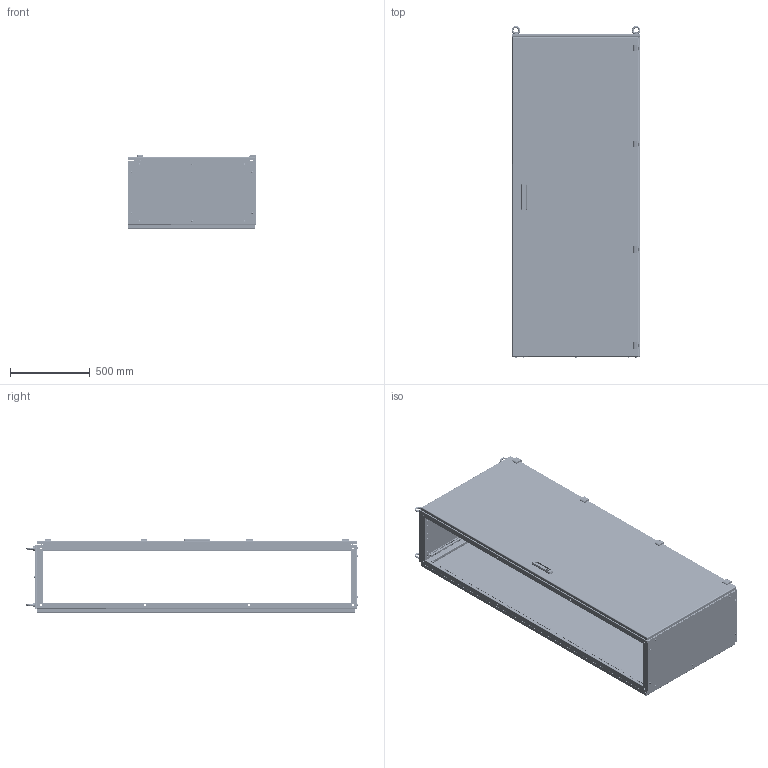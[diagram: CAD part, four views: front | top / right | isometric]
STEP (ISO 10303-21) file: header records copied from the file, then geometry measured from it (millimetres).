
FILE_DESCRIPTION (( 'STEP AP203' ), '1' );
FILE_NAME ('Êîðïóñ FORT IP54 (2000õ800õ400) EKF PROxima.STEP', '2020-10-25T10:30:56', ( '' ), ( '' ), 'SwSTEP 2.0', 'SolidWorks 2019', '' );
FILE_SCHEMA (( 'CONFIG_CONTROL_DESIGN' ));
Length unit declared in the file: millimetre
Products named in the file (73): Ãàéêà çàêëàäíàÿ; Çàêëåïêà ãàå÷íàÿ Ì6 UNI 9203; Øïèëüêà ïðèâàðíàÿ Ì6õ20 DIN 13918; ÌÈ-983.02.00.001 Äâåðü 800õ2000; 幄鍧 IC-2 900; îñíîâàíèå ïåòëè1; ÌÈ-1025.06.00.001 Ïåðåãîðîäêà ãëóõàÿ 800õ400; Êîðïóñ äâåðíîé ðó÷êè Àòîñ; ÌÈ-983.01.01.001 Ïðîôèëü ãîðèçîíòàëüíûé âåðõíèé 800; ÌÈ-983.01.01.000 ÑÁ Ïðîôèëü ãîðèçîíòàëüíûé 800 âåðõíèé â ñáîðå; pan head cross recess screw_din_DIN EN ISO 7045 - M6 x 30 - Z - 30N; ÌÈ-983.02.00.005 Óãîëîê ìîíòàæíûé; ÓÊ íà äâåðü 800õ2000; ÌÈ-1025.06.00.000 ÑÁ Ïåðåãîðîäêà öîêîëÿ 800õ400; Óãëîâàÿ ïåòëÿ Àòîñ; pan head cross recess screw_din_DIN EN ISO 7045 - M6 x 20 - Z - 20N; Äåðæàòåëü òÿãè àòîñ; Øïèëüêà Ì6õ12; Êîðïóñ FORT IP54 (2000õ800õ400) EKF PROxima; ÌÈ-983.03.00.000 ÑÁ Ñòåíêà çàäíÿÿ 800õ2000; ÓÊ íà ïåðåãîðîäêó öîêîëÿ 800õ400; hex nut gradec_din_Hexagon Nut ISO 4034 - M16 - N; countersunk raised head cross recess screw_din_DIN EN ISO 7047 - M4 x 10 - Z - 10N; 昈-983.02.00.002 忺謽鳧; îñü ïåòëè; 幄鍧 IC-2 1000; ÌÈ-1025.05.00.001 Ïîòîëî÷íàÿ ïàíåëü 800õ400; ÌÈ-983.01.00.001 Ïðîôèëü âåðòèêàëüíûé 2000; pan head cross recess screw_din_DIN EN ISO 7045 - M6 x 40 - Z - 40N; pan head cross collar screw_din_DIN 967 - M4 x 16 - Z --- 14.6N; ÓÊ íà ïîòîëî÷íóþ ïàíåëü 800õ400; ÌÈ-983.01.00.003 Ïðîôèëü ãîðèçîíòàëüíûé íèæíèé 800; hex thin nut gradeb_din_Hexagon Nut ISO 4036 - M6 - N; hex screw gradec_din_DIN EN 24018 - M12 x 35-WN; Çàìîê â ñáîðå Àòîñ; ÌÈ-1025.01.00.002 Ïðîôèëü áîêîâîé 400 âåðõíèé; ÌÈ-983.02.00.000 ÑÁ Äâåðü â ñáîðå; Ãàéêà çàêëàäêàÿ Ì6; Ìåõàíèçì äâåðè Àòîñ; hex flange nut_din_Hexagon Flange Nut DIN 6923 - M6 - N ...
Assembly tree (202 placements, depth 4):
  Êîðïóñ FORT IP54 (2000õ800õ400) EKF PROxima
    ÌÈ-1025.01.00.000 ÑÁ Êàðêàñ 2000õ800õ400
      ÌÈ-983.01.01.000 ÑÁ Ïðîôèëü ãîðèçîíòàëüíûé 800 âåðõíèé â ñáîðå
        ÌÈ-983.01.01.001 Ïðîôèëü ãîðèçîíòàëüíûé âåðõíèé 800
        Øïèëüêà Ì6õ12
      ÌÈ-983.01.00.001 Ïðîôèëü âåðòèêàëüíûé 2000  x4
      ÌÈ-983.01.00.003 Ïðîôèëü ãîðèçîíòàëüíûé íèæíèé 800  x2
      ÌÈ-1025.01.00.002 Ïðîôèëü áîêîâîé 400 âåðõíèé  x2
      ÌÈ-983.01.01.000 ÑÁ Ïðîôèëü ãîðèçîíòàëüíûé 800 âåðõíèé â ñáîðå
        ÌÈ-983.01.01.001 Ïðîôèëü ãîðèçîíòàëüíûé âåðõíèé 800
        Øïèëüêà Ì6õ12
      ÌÈ-1025.01.00.004 Ïðîôèëü áîêîâîé 400 íèæíèé  x2
    ÌÈ-1025.05.00.000 ÑÁ Ïîòîëî÷íàÿ ïàíåëü 800õ400
      ÌÈ-1025.05.00.001 Ïîòîëî÷íàÿ ïàíåëü 800õ400
      ÓÊ íà ïîòîëî÷íóþ ïàíåëü 800õ400
    ÌÈ-1025.06.00.000 ÑÁ Ïåðåãîðîäêà öîêîëÿ 800õ400
      ÌÈ-1025.06.00.001 Ïåðåãîðîäêà ãëóõàÿ 800õ400
      ÓÊ íà ïåðåãîðîäêó öîêîëÿ 800õ400
    ÌÈ-983.03.00.000 ÑÁ Ñòåíêà çàäíÿÿ 800õ2000
      ÌÈ-983.03.00.001 Ñòåíêà çàäíÿÿ 800õ2000
      ÓÊ íà ñòåíêó çàäíþþ 800õ2000
      Øïèëüêà Ì6õ12
    pan head cross recess screw_din_DIN EN ISO 7045 - M6 x 20 - Z - 20N  x10
    Ãàéêà çàêëàäíàÿ
      Îáîëî÷êà ãàéêè çàêëàäíîé
      Ãàéêà çàêëàäêàÿ Ì6
    Ãàéêà çàêëàäíàÿ
      Îáîëî÷êà ãàéêè çàêëàäíîé
      Ãàéêà çàêëàäêàÿ Ì6
    Ãàéêà çàêëàäíàÿ
      Îáîëî÷êà ãàéêè çàêëàäíîé
      Ãàéêà çàêëàäêàÿ Ì6
    Ãàéêà çàêëàäíàÿ
      Îáîëî÷êà ãàéêè çàêëàäíîé
      Ãàéêà çàêëàäêàÿ Ì6
    Ãàéêà çàêëàäíàÿ
      Îáîëî÷êà ãàéêè çàêëàäíîé
      Ãàéêà çàêëàäêàÿ Ì6
    Ãàéêà çàêëàäíàÿ
      Îáîëî÷êà ãàéêè çàêëàäíîé
      Ãàéêà çàêëàäêàÿ Ì6
    Ãàéêà çàêëàäíàÿ
      Îáîëî÷êà ãàéêè çàêëàäíîé
      Ãàéêà çàêëàäêàÿ Ì6
    Ãàéêà çàêëàäíàÿ
      Îáîëî÷êà ãàéêè çàêëàäíîé
      Ãàéêà çàêëàäêàÿ Ì6
    Ãàéêà çàêëàäíàÿ
      Îáîëî÷êà ãàéêè çàêëàäíîé
      Ãàéêà çàêëàäêàÿ Ì6
    Ãàéêà çàêëàäíàÿ
      Îáîëî÷êà ãàéêè çàêëàäíîé
      Ãàéêà çàêëàäêàÿ Ì6
    pan head cross recess screw_din_DIN EN ISO 7045 - M6 x 30 - Z - 30N  x6
    Ãàéêà çàêëàäíàÿ
      Îáîëî÷êà ãàéêè çàêëàäíîé
      Ãàéêà çàêëàäêàÿ Ì6
    lifting eye nut 01_din_DIN 582-M12-N  x4
    Çàêëåïêà ãàå÷íàÿ Ì6 UNI 9203  x10
    pan head cross recess screw_din_DIN EN ISO 7045 - M6 x 40 - Z - 40N  x10
Bounding box: 806.5 x 2076.48 x 466.98 mm (x, y, z)
Volume: 9638991.5 mm3; surface area: 12513419.1 mm2
Topology: 174 solids, 174 shells, 14283 faces, 38013 edges, 24114 vertices
Faces by surface type: plane 10687, cylinder 2092, cone 672, bspline 560, torus 212, sphere 60
Entity records: 157934 total; most frequent: CARTESIAN_POINT 32602, ORIENTED_EDGE 23836, DIRECTION 21979, EDGE_CURVE 11918, VECTOR 9705, LINE 9705, VERTEX_POINT 7676, AXIS2_PLACEMENT_3D 6137
